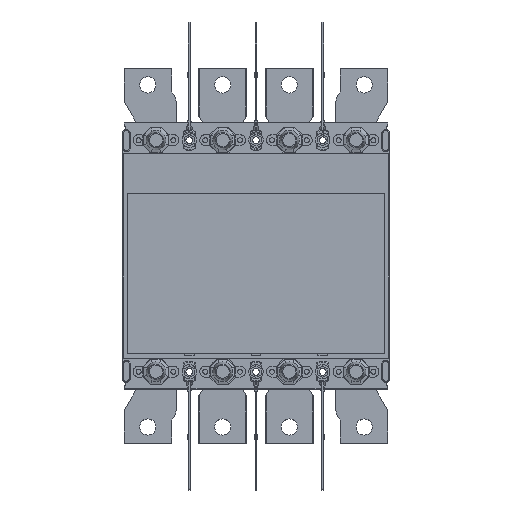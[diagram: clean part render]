
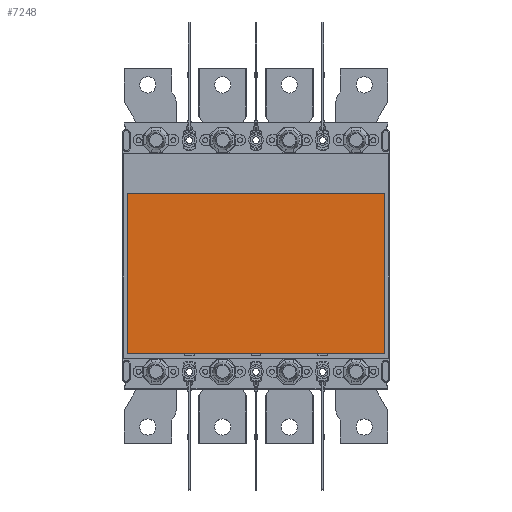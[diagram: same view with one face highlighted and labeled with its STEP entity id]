
A CAD part, top view. The second image highlights one B-rep face of the part: STEP entity #7248.
In plain terms, the highlighted face is planar.
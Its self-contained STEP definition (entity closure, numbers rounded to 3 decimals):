
#7248=ADVANCED_FACE('',(#16931),#13021,.T.);
#13021=PLANE('',#109528);
#16931=FACE_OUTER_BOUND('',#22263,.T.);
#22263=EDGE_LOOP('',(#28672,#28673,#28674,#28675));
#28672=ORIENTED_EDGE('',*,*,#70329,.T.);
#28673=ORIENTED_EDGE('',*,*,#70330,.T.);
#28674=ORIENTED_EDGE('',*,*,#70331,.T.);
#28675=ORIENTED_EDGE('',*,*,#70332,.T.);
#59992=VERTEX_POINT('',#146720);
#59993=VERTEX_POINT('',#146721);
#59994=VERTEX_POINT('',#146723);
#59995=VERTEX_POINT('',#146725);
#70329=EDGE_CURVE('',#59992,#59993,#85989,.T.);
#70330=EDGE_CURVE('',#59993,#59994,#85990,.T.);
#70331=EDGE_CURVE('',#59994,#59995,#85991,.T.);
#70332=EDGE_CURVE('',#59995,#59992,#85992,.T.);
#85989=LINE('',#146719,#97673);
#85990=LINE('',#146722,#97674);
#85991=LINE('',#146724,#97675);
#85992=LINE('',#146726,#97676);
#97673=VECTOR('',#117976,1.);
#97674=VECTOR('',#117977,1.);
#97675=VECTOR('',#117978,1.);
#97676=VECTOR('',#117979,1.);
#109528=AXIS2_PLACEMENT_3D('',#146727,#117980,#117981);
#117976=DIRECTION('',(1.,0.,0.));
#117977=DIRECTION('',(0.,0.,-1.));
#117978=DIRECTION('',(-1.,0.,0.));
#117979=DIRECTION('',(0.,0.,1.));
#117980=DIRECTION('',(0.,1.,0.));
#117981=DIRECTION('',(1.,0.,0.));
#146719=CARTESIAN_POINT('',(305.,75.5,-37.5));
#146720=CARTESIAN_POINT('',(305.,75.5,-37.5));
#146721=CARTESIAN_POINT('',(575.,75.5,-37.5));
#146722=CARTESIAN_POINT('',(575.,75.5,-37.5));
#146723=CARTESIAN_POINT('',(575.,75.5,-205.5));
#146724=CARTESIAN_POINT('',(575.,75.5,-205.5));
#146725=CARTESIAN_POINT('',(305.,75.5,-205.5));
#146726=CARTESIAN_POINT('',(305.,75.5,-205.5));
#146727=CARTESIAN_POINT('',(440.,75.5,-121.5));
